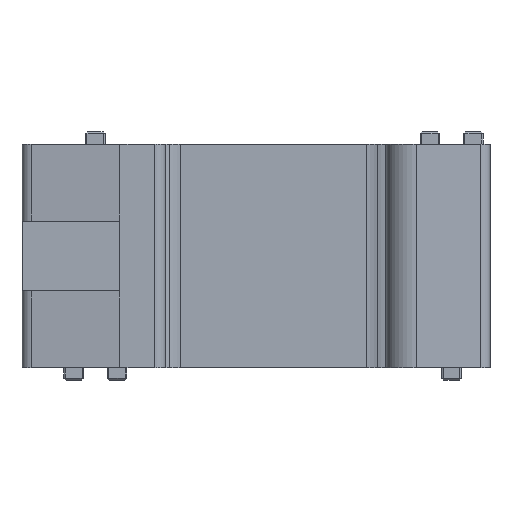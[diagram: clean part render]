
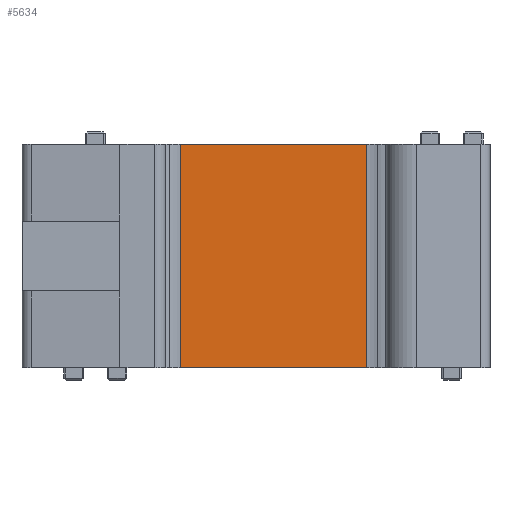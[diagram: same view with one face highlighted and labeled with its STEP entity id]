
A CAD part, front view. The second image highlights one B-rep face of the part: STEP entity #5634.
In plain terms, the highlighted planar face has unit normal (0, -1, 0).
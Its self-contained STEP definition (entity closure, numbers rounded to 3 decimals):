
#288=FACE_OUTER_BOUND('',#7274,.T.);
#1469=LINE('',#27419,#3421);
#1697=LINE('',#28269,#3649);
#2016=LINE('',#28989,#3968);
#2017=LINE('',#28990,#3969);
#3421=VECTOR('',#21207,1.);
#3649=VECTOR('',#21767,1.);
#3968=VECTOR('',#22282,1.);
#3969=VECTOR('',#22283,1.);
#5634=ADVANCED_FACE('',(#288),#6573,.F.);
#6573=PLANE('',#19410);
#7274=EDGE_LOOP('',(#9452,#9453,#9454,#9455));
#9452=ORIENTED_EDGE('',*,*,#16304,.F.);
#9453=ORIENTED_EDGE('',*,*,#16679,.T.);
#9454=ORIENTED_EDGE('',*,*,#15914,.F.);
#9455=ORIENTED_EDGE('',*,*,#16680,.T.);
#14038=VERTEX_POINT('',#27418);
#14039=VERTEX_POINT('',#27420);
#14410=VERTEX_POINT('',#28268);
#14411=VERTEX_POINT('',#28270);
#15914=EDGE_CURVE('',#14038,#14039,#1469,.T.);
#16304=EDGE_CURVE('',#14410,#14411,#1697,.T.);
#16679=EDGE_CURVE('',#14410,#14039,#2016,.T.);
#16680=EDGE_CURVE('',#14038,#14411,#2017,.T.);
#19410=AXIS2_PLACEMENT_3D('',#28991,#22284,#22285);
#21207=DIRECTION('',(-1.,0.,0.));
#21767=DIRECTION('',(1.,0.,0.));
#22282=DIRECTION('',(0.,0.,-1.));
#22283=DIRECTION('',(0.,0.,1.));
#22284=DIRECTION('',(0.,1.,0.));
#22285=DIRECTION('',(0.,0.,1.));
#27418=CARTESIAN_POINT('',(13.321,-0.5,0.));
#27419=CARTESIAN_POINT('',(0.,-0.5,0.));
#27420=CARTESIAN_POINT('',(-13.321,-0.5,0.));
#28268=CARTESIAN_POINT('',(-13.321,-0.5,32.));
#28269=CARTESIAN_POINT('',(0.,-0.5,32.));
#28270=CARTESIAN_POINT('',(13.321,-0.5,32.));
#28989=CARTESIAN_POINT('',(-13.321,-0.5,0.));
#28990=CARTESIAN_POINT('',(13.321,-0.5,0.));
#28991=CARTESIAN_POINT('',(0.,-0.5,0.));
